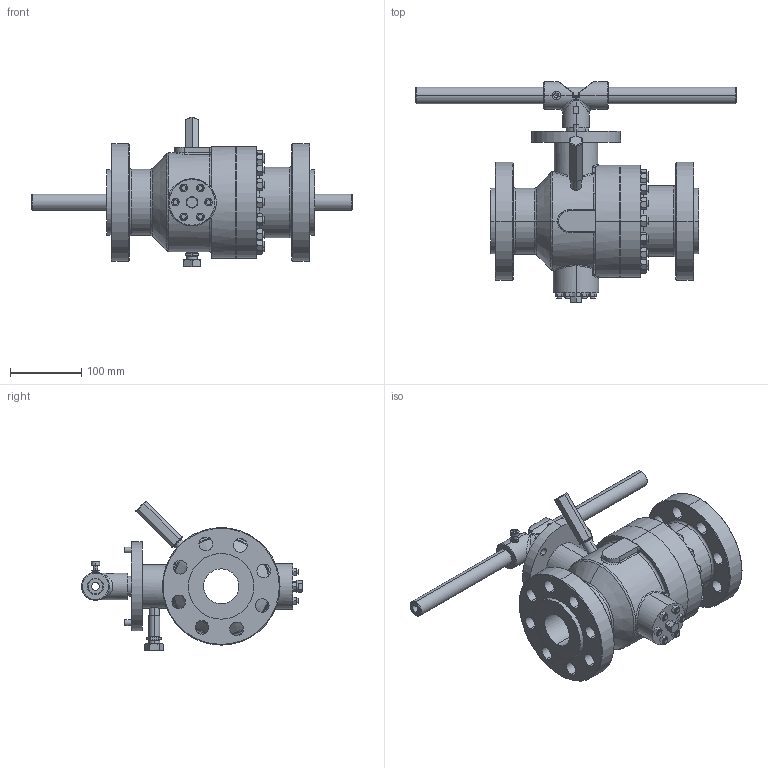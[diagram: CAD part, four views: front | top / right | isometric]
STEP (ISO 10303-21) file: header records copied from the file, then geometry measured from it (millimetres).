
FILE_DESCRIPTION (( 'STEP AP203' ), '1' );
FILE_NAME ('02-B2-600-RF-B.STEP', '2026-03-21T01:41:08', ( 'hp' ), ( '' ), 'SwSTEP 2.0', 'SolidWorks 2022', '' );
FILE_SCHEMA (( 'CONFIG_CONTROL_DESIGN' ));
Length unit declared in the file: millimetre
Products named in the file (1): 02-B2-600-RF-B
Bounding box: 450 x 310 x 210.38 mm (x, y, z)
Volume: 4227487.2 mm3; surface area: 392091.4 mm2
Topology: 31 solids, 31 shells, 868 faces, 1919 edges, 1140 vertices
Faces by surface type: plane 309, cone 307, cylinder 188, bspline 34, torus 26, sphere 4
Entity records: 29485 total; most frequent: CARTESIAN_POINT 11231, ORIENTED_EDGE 3814, DIRECTION 3662, EDGE_CURVE 1907, AXIS2_PLACEMENT_3D 1554, VERTEX_POINT 1140, EDGE_LOOP 951, ADVANCED_FACE 868
